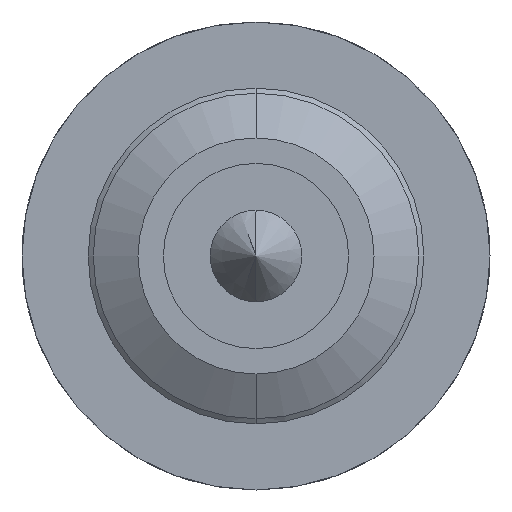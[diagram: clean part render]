
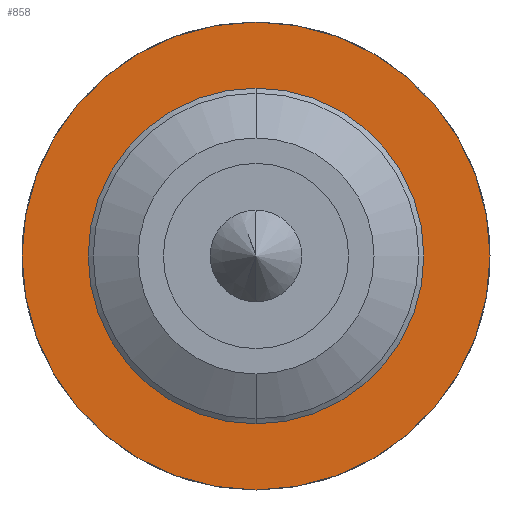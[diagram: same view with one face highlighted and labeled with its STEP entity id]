
A CAD part, front view. The second image highlights one B-rep face of the part: STEP entity #858.
In plain terms, the highlighted planar face has unit normal (0, -1, 0).
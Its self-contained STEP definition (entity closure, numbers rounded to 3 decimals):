
#120 = ORIENTED_EDGE ( 'NONE', *, *, #3982, .F. ) ;
#259 = EDGE_LOOP ( 'NONE', ( #120, #5002 ) ) ;
#581 = CARTESIAN_POINT ( 'NONE',  ( 1.15, -2., 0. ) ) ;
#599 = DIRECTION ( 'NONE',  ( 0., 0., 1. ) ) ;
#720 = CARTESIAN_POINT ( 'NONE',  ( 0., -2., -1.15 ) ) ;
#858 = ADVANCED_FACE ( 'Defeature ausgef�hrt2_6', ( #2517, #1012 ), #7017, .F. ) ;
#1012 = FACE_BOUND ( 'NONE', #6270, .T. ) ;
#1047 = VERTEX_POINT ( 'NONE', #2815 ) ;
#1255 = CIRCLE ( 'NONE', #3399, 1.15 ) ;
#1399 = EDGE_CURVE ( 'Defeature ausgef�hrt2_6+Defeature ausgef�hrt2_0+Defeature ausgef�hrt2_0+Defeature ausgef�hrt2_0', #1047, #2412, #4717, .T. ) ;
#1401 = ORIENTED_EDGE ( 'NONE', *, *, #1802, .T. ) ;
#1407 = AXIS2_PLACEMENT_3D ( 'NONE', #581, #3206, #3748 ) ;
#1413 = CIRCLE ( 'NONE', #3909, 0.825 ) ;
#1802 = EDGE_CURVE ( 'Defeature ausgef�hrt2_6+Defeature ausgef�hrt2_0+Defeature ausgef�hrt2_0+Defeature ausgef�hrt2_0', #2412, #1047, #1413, .T. ) ;
#2060 = AXIS2_PLACEMENT_3D ( 'NONE', #5978, #5370, #4824 ) ;
#2264 = VERTEX_POINT ( 'NONE', #3136 ) ;
#2412 = VERTEX_POINT ( 'NONE', #5523 ) ;
#2422 = CIRCLE ( 'NONE', #2060, 1.15 ) ;
#2517 = FACE_OUTER_BOUND ( 'NONE', #259, .T. ) ;
#2737 = ORIENTED_EDGE ( 'NONE', *, *, #1399, .T. ) ;
#2815 = CARTESIAN_POINT ( 'NONE',  ( 0., -2., -0.825 ) ) ;
#3136 = CARTESIAN_POINT ( 'NONE',  ( 0., -2., 1.15 ) ) ;
#3206 = DIRECTION ( 'NONE',  ( 0., 1., 0. ) ) ;
#3317 = DIRECTION ( 'NONE',  ( 0., 0., 1. ) ) ;
#3338 = DIRECTION ( 'NONE',  ( 0., 1., 0. ) ) ;
#3399 = AXIS2_PLACEMENT_3D ( 'NONE', #6026, #3338, #6617 ) ;
#3531 = AXIS2_PLACEMENT_3D ( 'NONE', #3761, #5910, #599 ) ;
#3748 = DIRECTION ( 'NONE',  ( 0., 0., 1. ) ) ;
#3761 = CARTESIAN_POINT ( 'NONE',  ( 0., -2., 0. ) ) ;
#3909 = AXIS2_PLACEMENT_3D ( 'NONE', #5955, #4892, #3317 ) ;
#3982 = EDGE_CURVE ( 'Defeature ausgef�hrt2_5+Defeature ausgef�hrt2_6+Defeature ausgef�hrt2_6+Defeature ausgef�hrt2_6', #2264, #5643, #2422, .T. ) ;
#4717 = CIRCLE ( 'NONE', #3531, 0.825 ) ;
#4824 = DIRECTION ( 'NONE',  ( 0., 0., 1. ) ) ;
#4892 = DIRECTION ( 'NONE',  ( 0., 1., 0. ) ) ;
#5002 = ORIENTED_EDGE ( 'NONE', *, *, #6416, .F. ) ;
#5370 = DIRECTION ( 'NONE',  ( 0., 1., 0. ) ) ;
#5523 = CARTESIAN_POINT ( 'NONE',  ( 0., -2., 0.825 ) ) ;
#5643 = VERTEX_POINT ( 'NONE', #720 ) ;
#5910 = DIRECTION ( 'NONE',  ( 0., 1., 0. ) ) ;
#5955 = CARTESIAN_POINT ( 'NONE',  ( 0., -2., 0. ) ) ;
#5978 = CARTESIAN_POINT ( 'NONE',  ( 0., -2., 0. ) ) ;
#6026 = CARTESIAN_POINT ( 'NONE',  ( 0., -2., 0. ) ) ;
#6270 = EDGE_LOOP ( 'NONE', ( #1401, #2737 ) ) ;
#6416 = EDGE_CURVE ( 'Defeature ausgef�hrt2_5+Defeature ausgef�hrt2_6+Defeature ausgef�hrt2_6+Defeature ausgef�hrt2_6', #5643, #2264, #1255, .T. ) ;
#6617 = DIRECTION ( 'NONE',  ( 0., 0., 1. ) ) ;
#7017 = PLANE ( 'NONE',  #1407 ) ;
